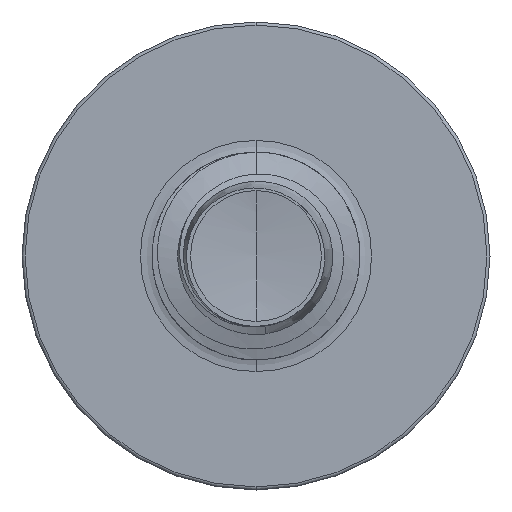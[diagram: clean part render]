
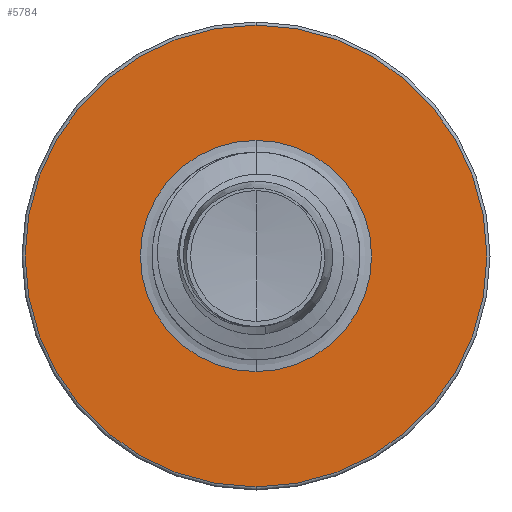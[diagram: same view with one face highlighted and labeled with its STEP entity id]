
A CAD part, front view. The second image highlights one B-rep face of the part: STEP entity #5784.
In plain terms, the highlighted planar face has unit normal (0, -1, 0).
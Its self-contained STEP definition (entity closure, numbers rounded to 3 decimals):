
#44 = EDGE_LOOP ( 'NONE', ( #19434, #15025 ) ) ;
#958 = ORIENTED_EDGE ( 'NONE', *, *, #18062, .F. ) ;
#1237 = VERTEX_POINT ( 'NONE', #12605 ) ;
#5784 = ADVANCED_FACE ( 'NONE', ( #15936, #20708 ), #17085, .F. ) ;
#5838 = DIRECTION ( 'NONE',  ( 0., 0., 1. ) ) ;
#5868 = DIRECTION ( 'NONE',  ( 0., 1., 0. ) ) ;
#5877 = CARTESIAN_POINT ( 'NONE',  ( 0., 4.5, 0. ) ) ;
#6618 = EDGE_LOOP ( 'NONE', ( #20811, #958 ) ) ;
#7198 = CIRCLE ( 'NONE', #19158, 2.22 ) ;
#8574 = DIRECTION ( 'NONE',  ( 0., 0., 1. ) ) ;
#8579 = DIRECTION ( 'NONE',  ( 0., 1., 0. ) ) ;
#8620 = CARTESIAN_POINT ( 'NONE',  ( 0., 4.5, 0. ) ) ;
#9930 = AXIS2_PLACEMENT_3D ( 'NONE', #16854, #16797, #16789 ) ;
#11654 = VERTEX_POINT ( 'NONE', #20910 ) ;
#12605 = CARTESIAN_POINT ( 'NONE',  ( 0., 4.5, -1.112 ) ) ;
#12730 = VERTEX_POINT ( 'NONE', #14180 ) ;
#12783 = CARTESIAN_POINT ( 'NONE',  ( 0., 4.5, -2.22 ) ) ;
#12840 = DIRECTION ( 'NONE',  ( 0., 0., 1. ) ) ;
#12873 = DIRECTION ( 'NONE',  ( 0., 1., 0. ) ) ;
#12875 = CARTESIAN_POINT ( 'NONE',  ( 0., 4.5, 0. ) ) ;
#14180 = CARTESIAN_POINT ( 'NONE',  ( 0., 4.5, 2.22 ) ) ;
#15025 = ORIENTED_EDGE ( 'NONE', *, *, #20670, .T. ) ;
#15936 = FACE_OUTER_BOUND ( 'NONE', #6618, .T. ) ;
#16617 = AXIS2_PLACEMENT_3D ( 'NONE', #20169, #20157, #20149 ) ;
#16789 = DIRECTION ( 'NONE',  ( 0., 0., 1. ) ) ;
#16797 = DIRECTION ( 'NONE',  ( 0., 1., 0. ) ) ;
#16854 = CARTESIAN_POINT ( 'NONE',  ( 0., 4.5, -1.112 ) ) ;
#17007 = VERTEX_POINT ( 'NONE', #12783 ) ;
#17085 = PLANE ( 'NONE',  #9930 ) ;
#17289 = CIRCLE ( 'NONE', #16617, 1.112 ) ;
#18062 = EDGE_CURVE ( 'NONE', #17007, #12730, #18947, .T. ) ;
#18792 = CIRCLE ( 'NONE', #19775, 1.112 ) ;
#18947 = CIRCLE ( 'NONE', #19532, 2.22 ) ;
#19158 = AXIS2_PLACEMENT_3D ( 'NONE', #12875, #12873, #12840 ) ;
#19301 = EDGE_CURVE ( 'NONE', #11654, #1237, #17289, .T. ) ;
#19434 = ORIENTED_EDGE ( 'NONE', *, *, #19301, .T. ) ;
#19532 = AXIS2_PLACEMENT_3D ( 'NONE', #5877, #5868, #5838 ) ;
#19775 = AXIS2_PLACEMENT_3D ( 'NONE', #8620, #8579, #8574 ) ;
#20149 = DIRECTION ( 'NONE',  ( 0., 0., 1. ) ) ;
#20157 = DIRECTION ( 'NONE',  ( 0., 1., 0. ) ) ;
#20169 = CARTESIAN_POINT ( 'NONE',  ( 0., 4.5, 0. ) ) ;
#20471 = EDGE_CURVE ( 'NONE', #12730, #17007, #7198, .T. ) ;
#20670 = EDGE_CURVE ( 'NONE', #1237, #11654, #18792, .T. ) ;
#20708 = FACE_BOUND ( 'NONE', #44, .T. ) ;
#20811 = ORIENTED_EDGE ( 'NONE', *, *, #20471, .F. ) ;
#20910 = CARTESIAN_POINT ( 'NONE',  ( 0., 4.5, 1.112 ) ) ;
